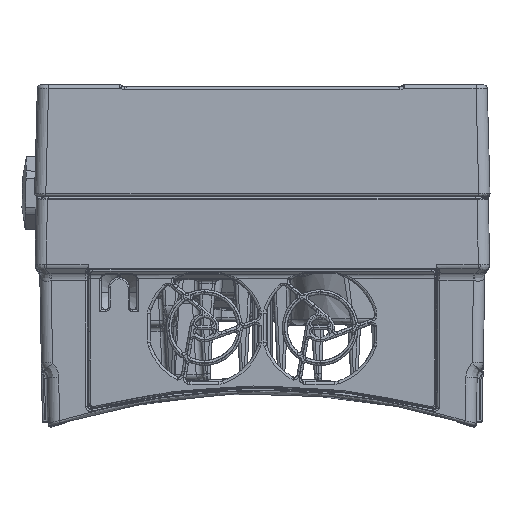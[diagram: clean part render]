
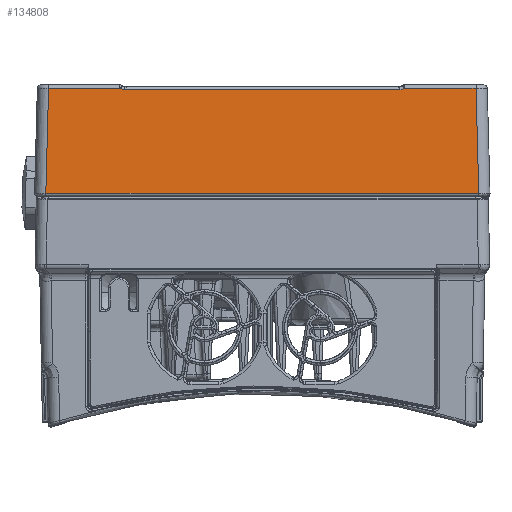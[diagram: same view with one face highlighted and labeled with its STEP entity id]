
A CAD part, top view. The second image highlights one B-rep face of the part: STEP entity #134808.
In plain terms, the highlighted planar face has unit normal (0, 0.026, 1).
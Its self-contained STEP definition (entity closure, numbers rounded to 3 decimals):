
#22256=DIRECTION('',(-0.026,-0.999,0.026));
#22257=VECTOR('',#22256,37.431);
#22258=CARTESIAN_POINT('',(-76.095,106.631,
229.594));
#22259=LINE('',#22258,#22257);
#22263=DIRECTION('',(-1.,0.,0.));
#22264=VECTOR('',#22263,25.409);
#22265=CARTESIAN_POINT('',(-50.686,106.631,
229.594));
#22266=LINE('',#22265,#22264);
#22270=CARTESIAN_POINT('',(-50.52,106.581,
229.595));
#22271=CARTESIAN_POINT('',(-50.536,106.592,
229.595));
#22272=CARTESIAN_POINT('',(-50.571,106.61,
229.594));
#22273=CARTESIAN_POINT('',(-50.627,106.628,
229.594));
#22274=CARTESIAN_POINT('',(-50.666,106.631,
229.594));
#22275=CARTESIAN_POINT('',(-50.686,106.631,
229.594));
#22280=CARTESIAN_POINT('',(-49.027,106.131,
229.607));
#22281=CARTESIAN_POINT('',(-49.161,106.131,
229.607));
#22282=CARTESIAN_POINT('',(-49.425,106.151,
229.606));
#22283=CARTESIAN_POINT('',(-49.809,106.237,
229.604));
#22284=CARTESIAN_POINT('',(-50.177,106.378,
229.6));
#22285=CARTESIAN_POINT('',(-50.408,106.507,
229.597));
#22286=CARTESIAN_POINT('',(-50.52,106.581,
229.595));
#22291=DIRECTION('',(-1.,0.,0.));
#22292=VECTOR('',#22291,98.055);
#22293=CARTESIAN_POINT('',(49.027,106.131,229.607));
#22294=LINE('',#22293,#22292);
#22298=CARTESIAN_POINT('',(50.52,106.581,229.595));
#22299=CARTESIAN_POINT('',(50.408,106.507,229.597));
#22300=CARTESIAN_POINT('',(50.177,106.378,229.6));
#22301=CARTESIAN_POINT('',(49.809,106.237,229.604));
#22302=CARTESIAN_POINT('',(49.425,106.151,229.606));
#22303=CARTESIAN_POINT('',(49.161,106.131,229.607));
#22304=CARTESIAN_POINT('',(49.027,106.131,229.607));
#22309=CARTESIAN_POINT('',(50.686,106.631,229.594));
#22310=CARTESIAN_POINT('',(50.666,106.631,229.594));
#22311=CARTESIAN_POINT('',(50.627,106.628,229.594));
#22312=CARTESIAN_POINT('',(50.571,106.61,229.594));
#22313=CARTESIAN_POINT('',(50.536,106.592,229.595));
#22314=CARTESIAN_POINT('',(50.52,106.581,229.595));
#22319=DIRECTION('',(-1.,0.,0.));
#22320=VECTOR('',#22319,25.409);
#22321=CARTESIAN_POINT('',(76.095,106.631,229.594));
#22322=LINE('',#22321,#22320);
#22326=DIRECTION('',(-0.026,0.999,-0.026));
#22327=VECTOR('',#22326,37.431);
#22328=CARTESIAN_POINT('',(77.074,69.226,230.573));
#22329=LINE('',#22328,#22327);
#22333=DIRECTION('',(-1.,0.,0.));
#22334=VECTOR('',#22333,154.149);
#22335=CARTESIAN_POINT('',(77.074,69.226,230.573));
#22336=LINE('',#22335,#22334);
#22340=CARTESIAN_POINT('',(-76.095,106.631,
229.594));
#107097=CARTESIAN_POINT('',(76.095,106.631,
229.594));
#107098=CARTESIAN_POINT('',(50.686,106.631,
229.594));
#107099=VERTEX_POINT('',#107097);
#107100=VERTEX_POINT('',#107098);
#107127=VERTEX_POINT('',#22340);
#107129=CARTESIAN_POINT('',(-50.686,106.631,
229.594));
#107130=VERTEX_POINT('',#107129);
#107141=VERTEX_POINT('',#22298);
#107142=VERTEX_POINT('',#22304);
#107143=CARTESIAN_POINT('',(-49.027,106.131,
229.607));
#107144=VERTEX_POINT('',#107143);
#107145=VERTEX_POINT('',#22286);
#107243=CARTESIAN_POINT('',(-77.074,69.226,
230.573));
#107244=VERTEX_POINT('',#107243);
#107247=CARTESIAN_POINT('',(77.074,69.226,
230.573));
#107248=VERTEX_POINT('',#107247);
#134786=CARTESIAN_POINT('',(-84.522,68.2,230.6));
#134787=DIRECTION('',(0.,0.026,1.));
#134788=DIRECTION('',(-1.,0.,0.));
#134789=AXIS2_PLACEMENT_3D('',#134786,#134787,#134788);
#134790=PLANE('',#134789);
#134792=ORIENTED_EDGE('',*,*,#134791,.F.);
#134794=ORIENTED_EDGE('',*,*,#134793,.F.);
#134796=ORIENTED_EDGE('',*,*,#134795,.F.);
#134797=ORIENTED_EDGE('',*,*,#134669,.F.);
#134798=ORIENTED_EDGE('',*,*,#134780,.F.);
#134799=ORIENTED_EDGE('',*,*,#133795,.F.);
#134800=ORIENTED_EDGE('',*,*,#133842,.F.);
#134801=ORIENTED_EDGE('',*,*,#133857,.F.);
#134803=ORIENTED_EDGE('',*,*,#134802,.F.);
#134805=ORIENTED_EDGE('',*,*,#134804,.T.);
#134806=EDGE_LOOP('',(#134792,#134794,#134796,#134797,#134798,#134799,#134800,
#134801,#134803,#134805));
#134807=FACE_OUTER_BOUND('',#134806,.F.);
#134808=ADVANCED_FACE('',(#134807),#134790,.T.);
#22276=B_SPLINE_CURVE_WITH_KNOTS('',3,(#22270,#22271,#22272,#22273,#22274,
#22275),.UNSPECIFIED.,.F.,.F.,(4,1,1,4),(0.,0.333,
0.667,1.),.UNSPECIFIED.);
#22287=B_SPLINE_CURVE_WITH_KNOTS('',3,(#22280,#22281,#22282,#22283,#22284,
#22285,#22286),.UNSPECIFIED.,.F.,.F.,(4,1,1,1,4),(0.,0.25,0.5,0.75,
1.),.UNSPECIFIED.);
#22305=B_SPLINE_CURVE_WITH_KNOTS('',3,(#22298,#22299,#22300,#22301,#22302,
#22303,#22304),.UNSPECIFIED.,.F.,.F.,(4,1,1,1,4),(0.,0.25,0.5,0.75,
1.),.UNSPECIFIED.);
#22315=B_SPLINE_CURVE_WITH_KNOTS('',3,(#22309,#22310,#22311,#22312,#22313,
#22314),.UNSPECIFIED.,.F.,.F.,(4,1,1,4),(0.,0.333,
0.667,1.),.UNSPECIFIED.);
#133795=EDGE_CURVE('',#107141,#107142,#22305,.T.);
#133842=EDGE_CURVE('',#107100,#107141,#22315,.T.);
#133857=EDGE_CURVE('',#107099,#107100,#22322,.T.);
#134669=EDGE_CURVE('',#107144,#107145,#22287,.T.);
#134780=EDGE_CURVE('',#107142,#107144,#22294,.T.);
#134791=EDGE_CURVE('',#107127,#107244,#22259,.T.);
#134793=EDGE_CURVE('',#107130,#107127,#22266,.T.);
#134795=EDGE_CURVE('',#107145,#107130,#22276,.T.);
#134802=EDGE_CURVE('',#107248,#107099,#22329,.T.);
#134804=EDGE_CURVE('',#107248,#107244,#22336,.T.);
